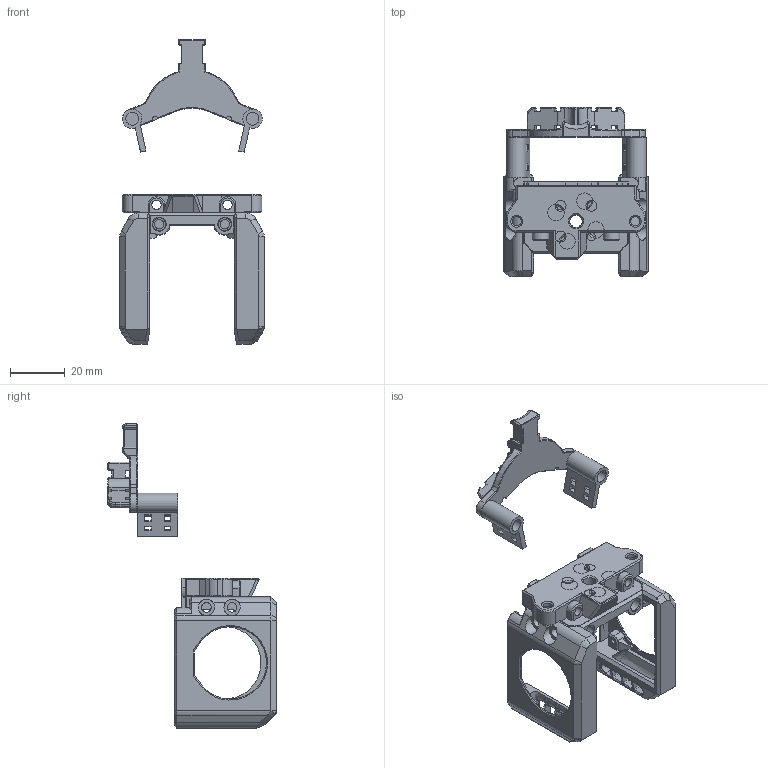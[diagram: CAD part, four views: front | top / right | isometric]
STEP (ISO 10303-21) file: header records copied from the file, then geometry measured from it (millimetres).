
FILE_DESCRIPTION(/* description */ (''),/* implementation_level */ '2;1');
FILE_NAME(/* name */ 'Voron Zero shrerpa mount V1_1.step',/* time_stamp */ '2022-01-26T12:44:43+00:00',/* author */ (''),/* organization */ (''),/* preprocessor_version */ 'ST-DEVELOPER v18.1',/* originating_system */ 'Autodesk Translation Framework v10.13.0.1454',/* authorisation */ '');
FILE_SCHEMA (('AUTOMOTIVE_DESIGN { 1 0 10303 214 3 1 1 }'));
Products named in the file (1): (Unsaved)
Bounding box: 53 x 61.89 x 111.66 mm (x, y, z)
Volume: 33566.9 mm3; surface area: 27305.1 mm2
Topology: 8 solids, 8 shells, 1165 faces, 3002 edges, 1830 vertices
Faces by surface type: plane 621, cylinder 232, bspline 175, cone 105, torus 28, sphere 4
Full cylindrical faces by diameter (mm): 1.5 x1, 1.7 x1, 2 x4, 2.87 x4, 3 x4, 3.4 x14, 3.5 x14, 4.5 x5, 4.7 x18, 4.777 x1, 4.999 x1, 5 x6, 6 x4
Entity records: 51768 total; most frequent: CARTESIAN_POINT 24362, ORIENTED_EDGE 5928, DIRECTION 5320, EDGE_CURVE 2964, VERTEX_POINT 1830, LINE 1774, VECTOR 1774, AXIS2_PLACEMENT_3D 1773
